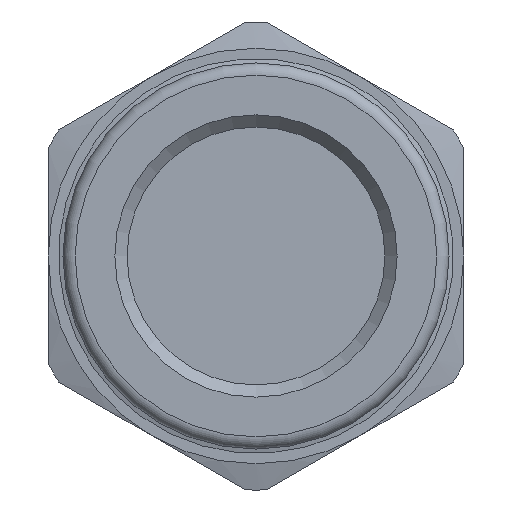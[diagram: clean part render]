
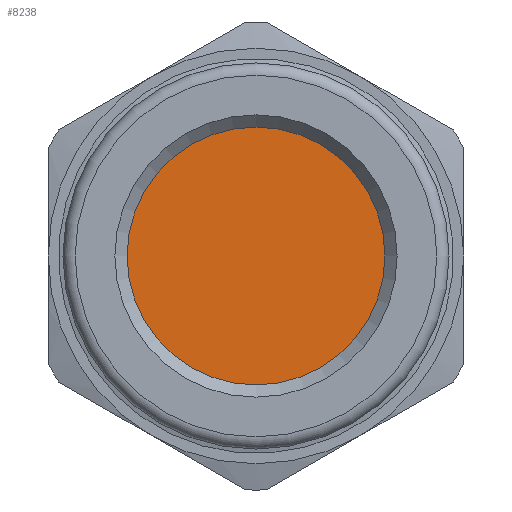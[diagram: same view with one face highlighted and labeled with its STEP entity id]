
A CAD part, left-side view. The second image highlights one B-rep face of the part: STEP entity #8238.
In plain terms, the highlighted planar face has unit normal (-1, 0, 0).
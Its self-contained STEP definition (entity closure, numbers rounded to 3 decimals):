
#982=PLANE('',#8658);
#1874=FACE_OUTER_BOUND('',#2351,.T.);
#2351=EDGE_LOOP('',(#7745,#7746));
#3334=CIRCLE('',#8376,5.275);
#3337=CIRCLE('',#8379,5.275);
#3747=VERTEX_POINT('',#17319);
#3748=VERTEX_POINT('',#17320);
#4550=EDGE_CURVE('',#3747,#3748,#3334,.T.);
#4554=EDGE_CURVE('',#3748,#3747,#3337,.T.);
#7745=ORIENTED_EDGE('',*,*,#4550,.F.);
#7746=ORIENTED_EDGE('',*,*,#4554,.F.);
#8238=ADVANCED_FACE('',(#1874),#982,.T.);
#8376=AXIS2_PLACEMENT_3D('',#17321,#8963,#8964);
#8379=AXIS2_PLACEMENT_3D('',#17327,#8970,#8971);
#8658=AXIS2_PLACEMENT_3D('',#63225,#9895,#9896);
#8963=DIRECTION('center_axis',(1.,0.,0.));
#8964=DIRECTION('ref_axis',(0.,1.,0.));
#8970=DIRECTION('center_axis',(1.,0.,0.));
#8971=DIRECTION('ref_axis',(0.,1.,0.));
#9895=DIRECTION('center_axis',(-1.,0.,0.));
#9896=DIRECTION('ref_axis',(0.,0.,1.));
#17319=CARTESIAN_POINT('',(10.,5.275,0.));
#17320=CARTESIAN_POINT('',(10.,-5.275,0.));
#17321=CARTESIAN_POINT('Origin',(10.,0.,0.));
#17327=CARTESIAN_POINT('Origin',(10.,0.,0.));
#63225=CARTESIAN_POINT('Origin',(10.,6.545,0.));
